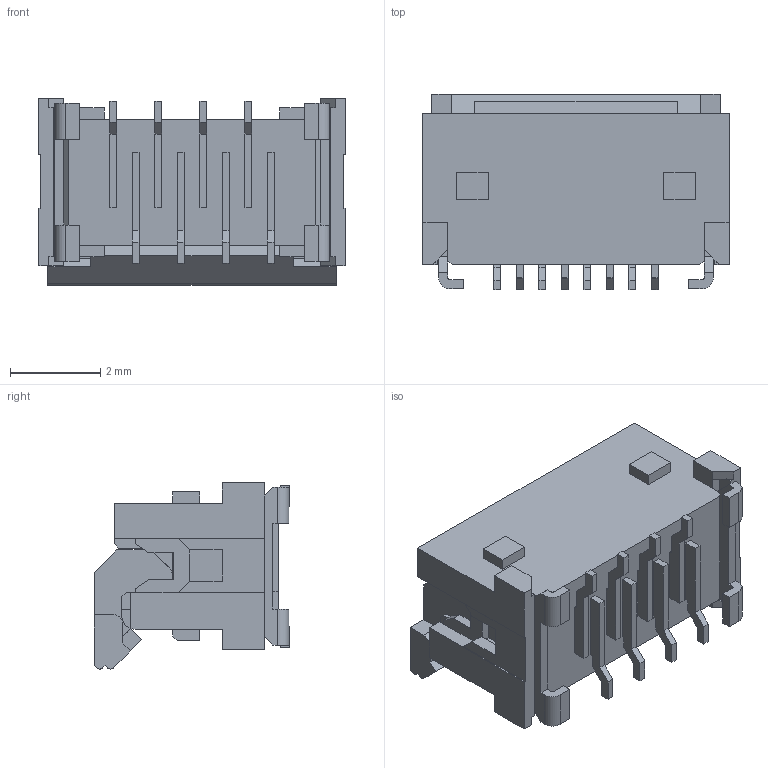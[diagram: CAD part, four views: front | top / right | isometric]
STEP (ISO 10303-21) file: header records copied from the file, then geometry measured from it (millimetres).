
FILE_DESCRIPTION((''),'2;1');
FILE_NAME('5019510830','2019-06-27T',('gga'),(''),'PRO/ENGINEER BY PARAMETRIC TECHNOLOGY CORPORATION, 2016010','PRO/ENGINEER BY PARAMETRIC TECHNOLOGY CORPORATION, 2016010','');
FILE_SCHEMA(('CONFIG_CONTROL_DESIGN'));
Length unit declared in the file: millimetre
Products named in the file (1): 5019510830
Bounding box: 6.8 x 4.34 x 4.13 mm (x, y, z)
Volume: 61.3 mm3; surface area: 225.8 mm2
Topology: 1 solids, 1 shells, 457 faces, 1453 edges, 972 vertices
Faces by surface type: plane 417, cylinder 40
Entity records: 15830 total; most frequent: CARTESIAN_POINT 2835, ORIENTED_EDGE 2810, DIRECTION 2457, EDGE_CURVE 1405, VECTOR 1365, LINE 1365, VERTEX_POINT 924, AXIS2_PLACEMENT_3D 546
